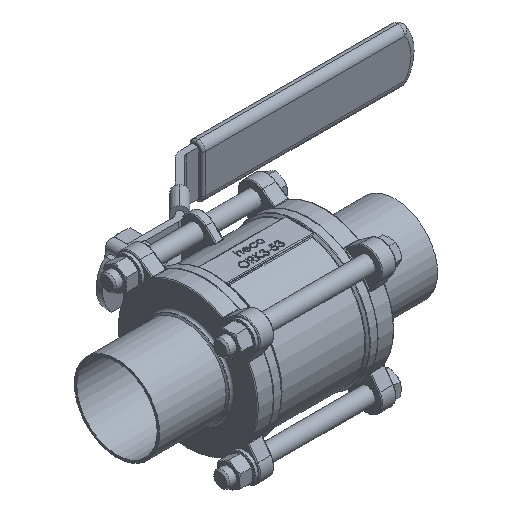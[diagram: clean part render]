
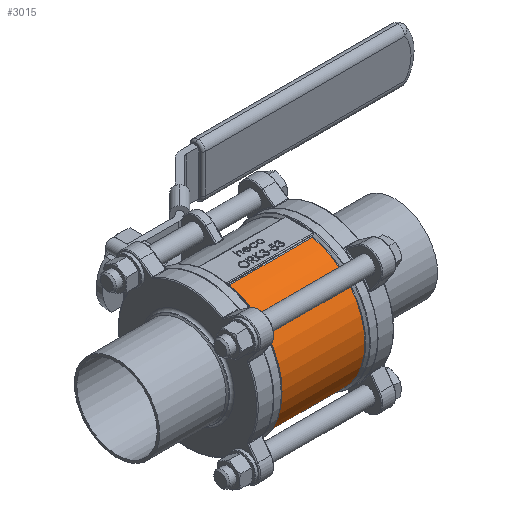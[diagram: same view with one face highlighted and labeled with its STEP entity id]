
A CAD part, isometric view. The second image highlights one B-rep face of the part: STEP entity #3015.
In plain terms, the highlighted cylindrical face has radius 42 mm (diameter 84 mm), a partial arc.
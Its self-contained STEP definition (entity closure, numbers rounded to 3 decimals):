
#3015 = ADVANCED_FACE ( 'NONE', ( #53963 ), #53863, .T. ) ;
#3708 = CARTESIAN_POINT ( 'NONE',  ( -25.793, -9.388, 40.937 ) ) ;
#10604 = LINE ( 'NONE', #35822, #10702 ) ;
#10702 = VECTOR ( 'NONE', #35815, 1000. ) ;
#11601 = CARTESIAN_POINT ( 'NONE',  ( -25.793, -9.388, -40.937 ) ) ;
#21518 = CIRCLE ( 'NONE', #51065, 42. ) ;
#23255 = ORIENTED_EDGE ( 'NONE', *, *, #45011, .T. ) ;
#25424 = ORIENTED_EDGE ( 'NONE', *, *, #45059, .T. ) ;
#25600 = ORIENTED_EDGE ( 'NONE', *, *, #44908, .T. ) ;
#25746 = ORIENTED_EDGE ( 'NONE', *, *, #44778, .T. ) ;
#28035 = AXIS2_PLACEMENT_3D ( 'NONE', #38818, #37341, #37345 ) ;
#30160 = EDGE_LOOP ( 'NONE', ( #25746, #25424, #23255, #25600 ) ) ;
#30314 = VERTEX_POINT ( 'NONE', #11601 ) ;
#30320 = VERTEX_POINT ( 'NONE', #3708 ) ;
#30350 = VERTEX_POINT ( 'NONE', #43993 ) ;
#30368 = VERTEX_POINT ( 'NONE', #44011 ) ;
#32918 = CIRCLE ( 'NONE', #51013, 42. ) ;
#35187 = DIRECTION ( 'NONE',  ( -1., 0., 0. ) ) ;
#35189 = CARTESIAN_POINT ( 'NONE',  ( 27.5, -9.388, 40.937 ) ) ;
#35815 = DIRECTION ( 'NONE',  ( 1., 0., 0. ) ) ;
#35822 = CARTESIAN_POINT ( 'NONE',  ( 27.5, -9.388, -40.937 ) ) ;
#35864 = DIRECTION ( 'NONE',  ( 0., 0., 1. ) ) ;
#35865 = DIRECTION ( 'NONE',  ( -1., 0., 0. ) ) ;
#35867 = CARTESIAN_POINT ( 'NONE',  ( 25.793, 0., 0. ) ) ;
#37341 = DIRECTION ( 'NONE',  ( -1., 0., 0. ) ) ;
#37345 = DIRECTION ( 'NONE',  ( 0., 0., 1. ) ) ;
#38818 = CARTESIAN_POINT ( 'NONE',  ( 27.5, 0., 0. ) ) ;
#43993 = CARTESIAN_POINT ( 'NONE',  ( 25.793, -9.388, -40.937 ) ) ;
#44011 = CARTESIAN_POINT ( 'NONE',  ( 25.793, -9.388, 40.937 ) ) ;
#44778 = EDGE_CURVE ( 'NONE', #30314, #30350, #10604, .T. ) ;
#44908 = EDGE_CURVE ( 'NONE', #30320, #30314, #32918, .T. ) ;
#45011 = EDGE_CURVE ( 'NONE', #30368, #30320, #54201, .T. ) ;
#45059 = EDGE_CURVE ( 'NONE', #30350, #30368, #21518, .T. ) ;
#51013 = AXIS2_PLACEMENT_3D ( 'NONE', #54636, #54637, #54638 ) ;
#51065 = AXIS2_PLACEMENT_3D ( 'NONE', #35867, #35865, #35864 ) ;
#53863 = CYLINDRICAL_SURFACE ( 'NONE', #28035, 42. ) ;
#53963 = FACE_OUTER_BOUND ( 'NONE', #30160, .T. ) ;
#54200 = VECTOR ( 'NONE', #35187, 1000. ) ;
#54201 = LINE ( 'NONE', #35189, #54200 ) ;
#54636 = CARTESIAN_POINT ( 'NONE',  ( -25.793, 0., 0. ) ) ;
#54637 = DIRECTION ( 'NONE',  ( 1., 0., 0. ) ) ;
#54638 = DIRECTION ( 'NONE',  ( 0., 0., -1. ) ) ;
